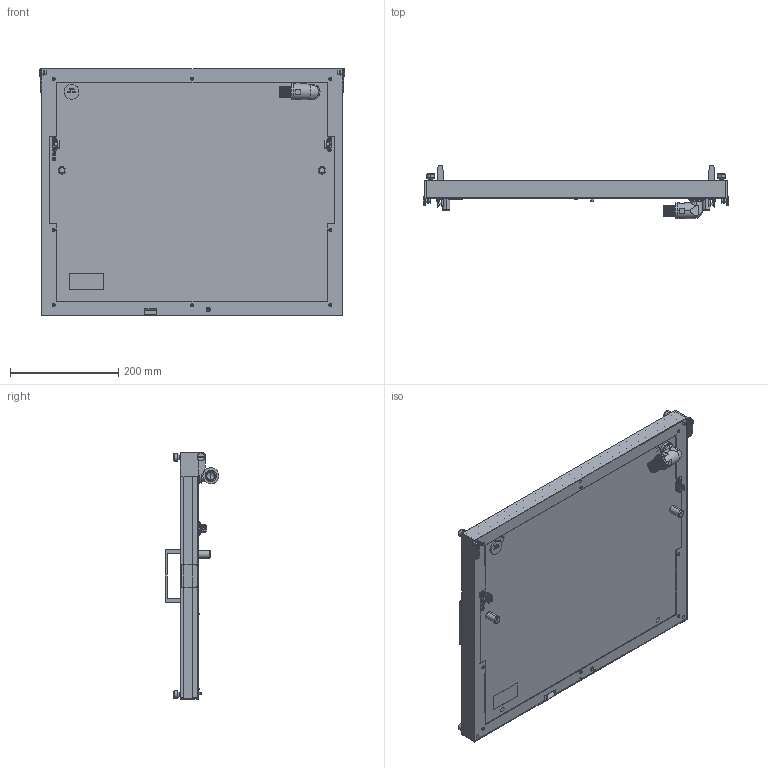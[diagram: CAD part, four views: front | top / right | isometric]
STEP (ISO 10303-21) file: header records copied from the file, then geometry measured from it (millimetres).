
FILE_DESCRIPTION (( 'STEP AP214' ), '1' );
FILE_NAME ('INGUN_112085.STEP', '2025-04-03T13:16:47', ( '' ), ( '' ), 'SwSTEP 2.0', 'SolidWorks 2023', '' );
FILE_SCHEMA (( 'AUTOMOTIVE_DESIGN' ));
Length unit declared in the file: millimetre
Products named in the file (36): 11683~0; 116283~0_S; 11655~0; 19420~3; 112838~2_S; 42751~1_S; 1607~1; DIN125~n_05,3 M05,0 Fase; 112080~6_S; 116282~0_S; 114607~0_S; ISO7380~n_M03,0x006; ISO7380~n_M04,0x012; 116281~0_S; 116284~0_S; 115766~1_S; 105791~0; DIN_6799_-_A2~n_d 5; INGUN_112085; 100974~1_KUNDE<S>; 11657~0; Gewindebuchse~n_M04-07,5 offen; 116128~1_S; DIN985-A2~n_M04,0; ISO7380~n_M04,0x006; Gewindebuchse~n_M04-05,0 geschlossen; 112078~4_S; INFO_4562~2_Typenschild 1010; 2229~6; 2196~6; 49317~0; 112079~10_S; DIN7~n_04,0m6x004; DIN7991~n_M04,0x012; ASR~asr_Øi05,2x03xØa10; 5332~0
Assembly tree (84 placements, depth 4):
  INGUN_112085
    115766~1_S
      112080~6_S
      Gewindebuchse~n_M04-07,5 offen  x4
      Gewindebuchse~n_M04-05,0 geschlossen  x7
    112078~4_S
    112079~10_S
    100974~1_KUNDE<S>
    105791~0  x4
    ASR~asr_Øi05,2x03xØa10  x12
    112838~2_S  x4
    116128~1_S  x2
    116281~0_S  x2
      116282~0_S
        116283~0_S
        DIN125~n_05,3 M05,0 Fase
        116284~0_S
      49317~0
      ISO7380~n_M04,0x006
    1607~1  x2
    ISO7380~n_M04,0x012  x4
    19420~3
    11657~0
    ISO7380~n_M03,0x006  x8
    2196~6  x2
    DIN7991~n_M04,0x012  x2
    2229~6  x2
    5332~0  x2
    DIN7~n_04,0m6x004  x2
    DIN_6799_-_A2~n_d 5  x4
    42751~1_S
    INFO_4562~2_Typenschild 1010
    11683~0
    DIN985-A2~n_M04,0  x2
    114607~0_S
    11655~0
Bounding box: 564.6 x 99.45 x 456 mm (x, y, z)
Volume: 4346026.4 mm3; surface area: 1463405.8 mm2
Topology: 86 solids, 86 shells, 4208 faces, 10318 edges, 6619 vertices
Faces by surface type: plane 2420, cylinder 1092, bspline 422, cone 176, torus 90, sphere 8
Entity records: 71720 total; most frequent: CARTESIAN_POINT 25097, ORIENTED_EDGE 8380, DIRECTION 8156, EDGE_CURVE 4190, AXIS2_PLACEMENT_3D 2904, VERTEX_POINT 2723, VECTOR 2348, LINE 2348
